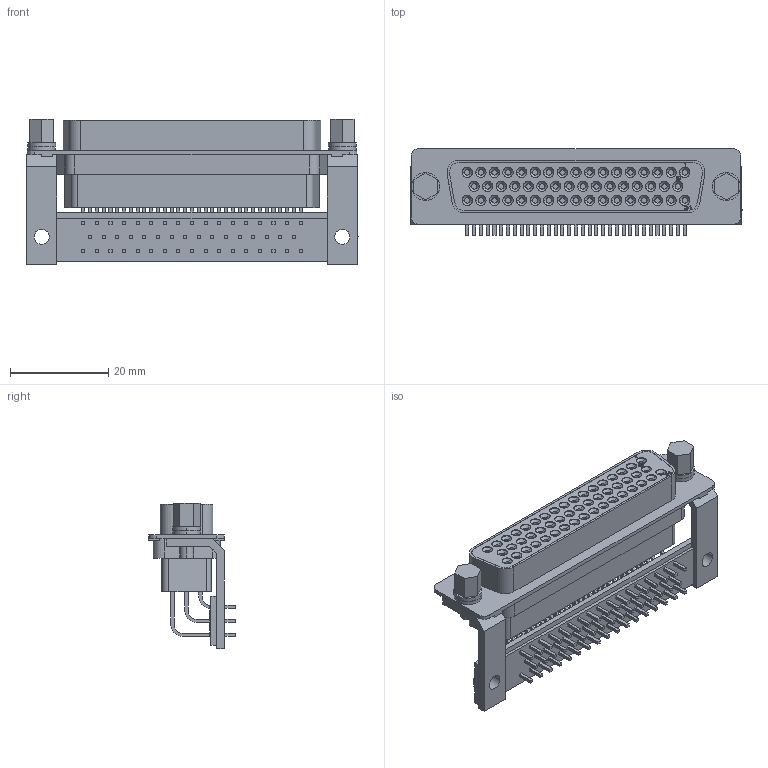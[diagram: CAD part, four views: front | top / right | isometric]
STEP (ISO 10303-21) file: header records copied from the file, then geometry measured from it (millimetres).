
FILE_DESCRIPTION((''),'2;1');
FILE_NAME('C-5747193-2','2009-11-24T',('workeradm'),(''),'PRO/ENGINEER BY PARAMETRIC TECHNOLOGY CORPORATION, 2008380','PRO/ENGINEER BY PARAMETRIC TECHNOLOGY CORPORATION, 2008380','');
FILE_SCHEMA(('AUTOMOTIVE_DESIGN { 1 0 10303 214 1 1 1 1 }'));
Length unit declared in the file: millimetre
Products named in the file (1): C-5747193-2
Bounding box: 67.46 x 17.6 x 29.54 mm (x, y, z)
Volume: 12617.1 mm3; surface area: 8521.5 mm2
Topology: 1 solids, 3 shells, 1302 faces, 3333 edges, 2152 vertices
Faces by surface type: plane 858, cylinder 344, cone 100
Entity records: 39245 total; most frequent: CARTESIAN_POINT 6788, ORIENTED_EDGE 6666, DIRECTION 6629, EDGE_CURVE 3333, VECTOR 2641, LINE 2641, VERTEX_POINT 2152, AXIS2_PLACEMENT_3D 1994
